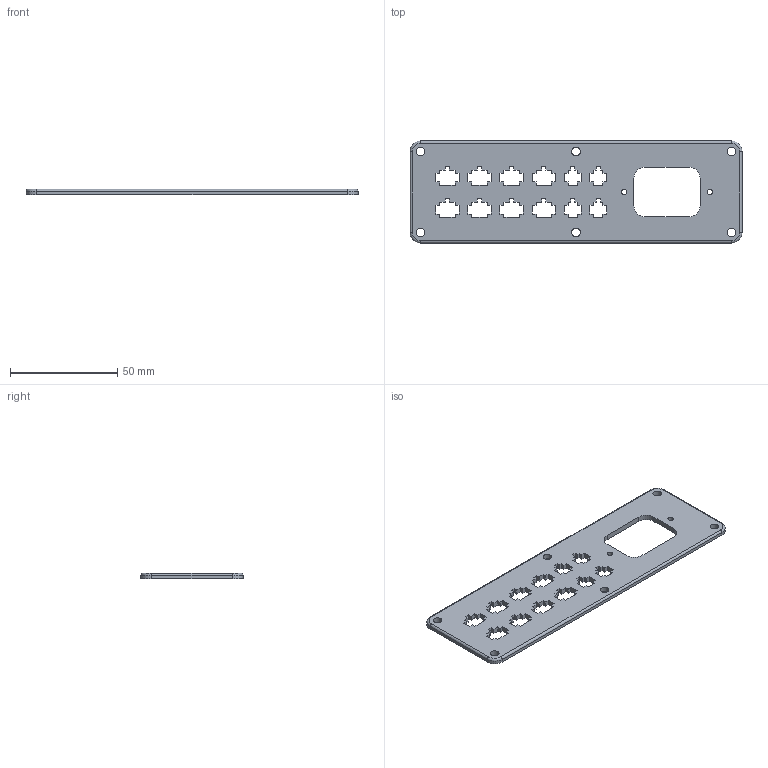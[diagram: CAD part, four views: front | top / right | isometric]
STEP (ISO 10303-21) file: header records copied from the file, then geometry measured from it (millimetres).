
FILE_DESCRIPTION(('FreeCAD Model'),'2;1');
FILE_NAME('Open CASCADE Shape Model','2025-05-24T00:05:24',(''),(''), 'Open CASCADE STEP processor 7.8','FreeCAD','Unknown');
FILE_SCHEMA(('AUTOMOTIVE_DESIGN { 1 0 10303 214 1 1 1 1 }'));
Length unit declared in the file: millimetre
Products named in the file (1): Body
Bounding box: 155 x 47.71 x 2.5 mm (x, y, z)
Volume: 14543.9 mm3; surface area: 14116.7 mm2
Topology: 1 solids, 1 shells, 226 faces, 664 edges, 440 vertices
Faces by surface type: plane 202, cylinder 20, torus 4
Full cylindrical faces by diameter (mm): 2.5 x2, 4 x6
Entity records: 7494 total; most frequent: CARTESIAN_POINT 1331, ORIENTED_EDGE 1328, DIRECTION 1162, EDGE_CURVE 664, LINE 620, VECTOR 620, VERTEX_POINT 440, AXIS2_PLACEMENT_3D 271
